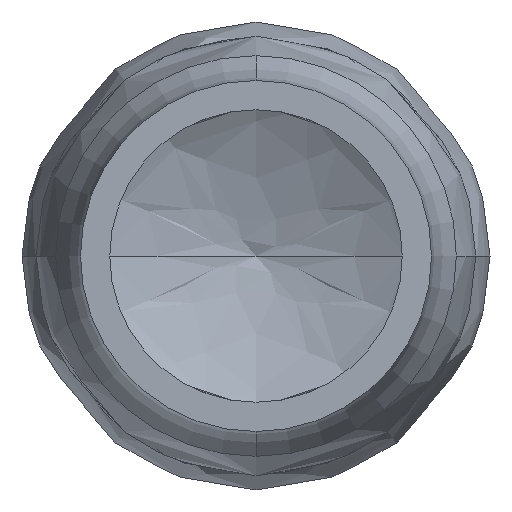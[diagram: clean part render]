
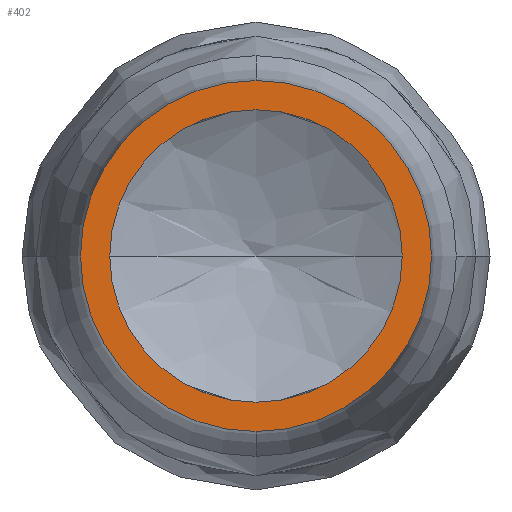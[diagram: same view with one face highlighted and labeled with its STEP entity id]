
A CAD part, front view. The second image highlights one B-rep face of the part: STEP entity #402.
In plain terms, the highlighted planar face has unit normal (0, -1, 0).
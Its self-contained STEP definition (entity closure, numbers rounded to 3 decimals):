
#122 = AXIS2_PLACEMENT_3D ( 'NONE', #631, #1204, #973 ) ;
#134 = CARTESIAN_POINT ( 'NONE',  ( 0., 0., 7.2 ) ) ;
#138 = VERTEX_POINT ( 'NONE', #189 ) ;
#155 = VERTEX_POINT ( 'NONE', #134 ) ;
#189 = CARTESIAN_POINT ( 'NONE',  ( 0., 0., 6. ) ) ;
#350 = EDGE_LOOP ( 'NONE', ( #1326, #1105 ) ) ;
#359 = DIRECTION ( 'NONE',  ( 0., -1., 0. ) ) ;
#362 = DIRECTION ( 'NONE',  ( 0., -1., 0. ) ) ;
#385 = FACE_OUTER_BOUND ( 'NONE', #350, .T. ) ;
#402 = ADVANCED_FACE ( 'NONE', ( #884, #385 ), #1286, .F. ) ;
#471 = DIRECTION ( 'NONE',  ( 0., 0., 1. ) ) ;
#483 = AXIS2_PLACEMENT_3D ( 'NONE', #689, #1268, #587 ) ;
#566 = EDGE_CURVE ( 'NONE', #1251, #155, #588, .T. ) ;
#587 = DIRECTION ( 'NONE',  ( 0., 0., -1. ) ) ;
#588 = CIRCLE ( 'NONE', #122, 7.2 ) ;
#603 = DIRECTION ( 'NONE',  ( 0., 0., 1. ) ) ;
#631 = CARTESIAN_POINT ( 'NONE',  ( 0., 0., 0. ) ) ;
#641 = VERTEX_POINT ( 'NONE', #653 ) ;
#653 = CARTESIAN_POINT ( 'NONE',  ( 0., 0., -6. ) ) ;
#665 = CARTESIAN_POINT ( 'NONE',  ( 0., 0., -7.2 ) ) ;
#689 = CARTESIAN_POINT ( 'NONE',  ( 0., 0., 0. ) ) ;
#746 = ORIENTED_EDGE ( 'NONE', *, *, #1356, .F. ) ;
#748 = AXIS2_PLACEMENT_3D ( 'NONE', #1389, #359, #471 ) ;
#794 = CIRCLE ( 'NONE', #989, 6. ) ;
#813 = CARTESIAN_POINT ( 'NONE',  ( 0., 0., 0. ) ) ;
#884 = FACE_BOUND ( 'NONE', #1438, .T. ) ;
#973 = DIRECTION ( 'NONE',  ( 0., 0., -1. ) ) ;
#989 = AXIS2_PLACEMENT_3D ( 'NONE', #1165, #362, #1393 ) ;
#1025 = CIRCLE ( 'NONE', #748, 6. ) ;
#1105 = ORIENTED_EDGE ( 'NONE', *, *, #1400, .T. ) ;
#1142 = CIRCLE ( 'NONE', #483, 7.2 ) ;
#1165 = CARTESIAN_POINT ( 'NONE',  ( 0., 0., 0. ) ) ;
#1175 = DIRECTION ( 'NONE',  ( 0., 1., 0. ) ) ;
#1204 = DIRECTION ( 'NONE',  ( 0., -1., 0. ) ) ;
#1251 = VERTEX_POINT ( 'NONE', #665 ) ;
#1268 = DIRECTION ( 'NONE',  ( 0., -1., 0. ) ) ;
#1286 = PLANE ( 'NONE',  #1299 ) ;
#1299 = AXIS2_PLACEMENT_3D ( 'NONE', #813, #1175, #603 ) ;
#1326 = ORIENTED_EDGE ( 'NONE', *, *, #566, .T. ) ;
#1333 = EDGE_CURVE ( 'NONE', #641, #138, #794, .T. ) ;
#1356 = EDGE_CURVE ( 'NONE', #138, #641, #1025, .T. ) ;
#1389 = CARTESIAN_POINT ( 'NONE',  ( 0., 0., 0. ) ) ;
#1393 = DIRECTION ( 'NONE',  ( 0., 0., 1. ) ) ;
#1400 = EDGE_CURVE ( 'NONE', #155, #1251, #1142, .T. ) ;
#1438 = EDGE_LOOP ( 'NONE', ( #1447, #746 ) ) ;
#1447 = ORIENTED_EDGE ( 'NONE', *, *, #1333, .F. ) ;
